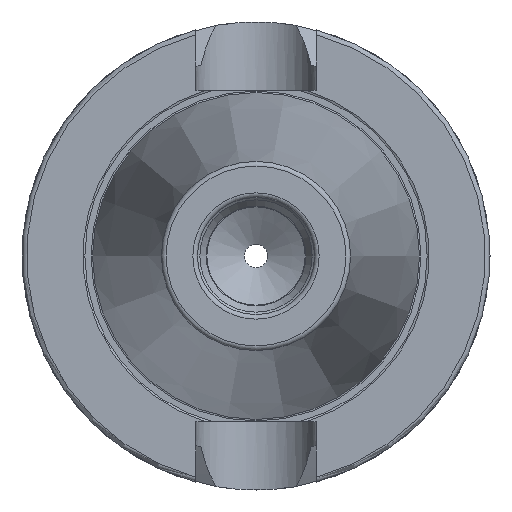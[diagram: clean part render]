
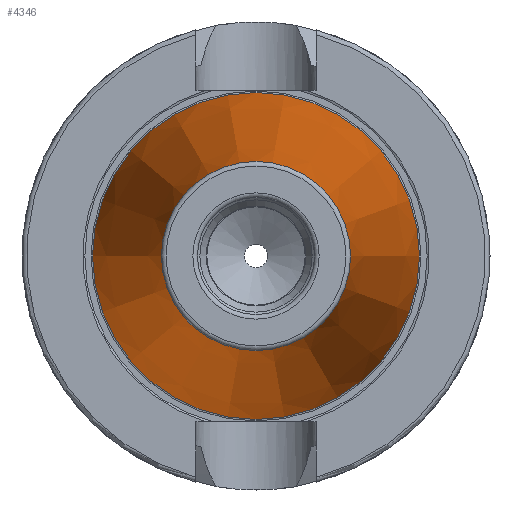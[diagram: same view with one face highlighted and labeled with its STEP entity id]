
A CAD part, left-side view. The second image highlights one B-rep face of the part: STEP entity #4346.
In plain terms, the highlighted conical face has half-angle 8.297 degrees and reference radius 27.564 mm.
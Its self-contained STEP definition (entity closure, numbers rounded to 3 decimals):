
#3690=CARTESIAN_POINT('',(0.0,34.925,0.0));
#3691=VERTEX_POINT('',#3690);
#3692=CARTESIAN_POINT('',(0.0,0.0,0.0));
#3693=DIRECTION('',(1.0,0.0,0.0));
#3694=DIRECTION('',(0.0,1.0,0.0));
#3695=AXIS2_PLACEMENT_3D('',#3692,#3693,#3694);
#3696=CIRCLE('',#3695,34.925);
#3697=EDGE_CURVE('',#3691,#3691,#3696,.T.);
#4320=CARTESIAN_POINT('',(-100.944,20.204,0.0));
#4321=VERTEX_POINT('',#4320);
#4322=CARTESIAN_POINT('',(-100.944,0.0,0.0));
#4323=DIRECTION('',(1.0,0.0,0.0));
#4324=DIRECTION('',(0.0,1.0,0.0));
#4325=AXIS2_PLACEMENT_3D('',#4322,#4323,#4324);
#4326=CIRCLE('',#4325,20.204);
#4327=EDGE_CURVE('',#4321,#4321,#4326,.T.);
#4335=CARTESIAN_POINT('',(-50.472,0.0,0.0));
#4336=DIRECTION('',(1.0,0.0,0.0));
#4337=DIRECTION('',(0.0,1.0,0.0));
#4338=AXIS2_PLACEMENT_3D('',#4335,#4336,#4337);
#4339=CONICAL_SURFACE('',#4338,27.564,8.297);
#4340=ORIENTED_EDGE('',*,*,#3697,.F.);
#4341=EDGE_LOOP('',(#4340));
#4342=FACE_OUTER_BOUND('',#4341,.T.);
#4343=ORIENTED_EDGE('',*,*,#4327,.T.);
#4344=EDGE_LOOP('',(#4343));
#4345=FACE_BOUND('',#4344,.T.);
#4346=ADVANCED_FACE('',(#4342,#4345),#4339,.T.);
